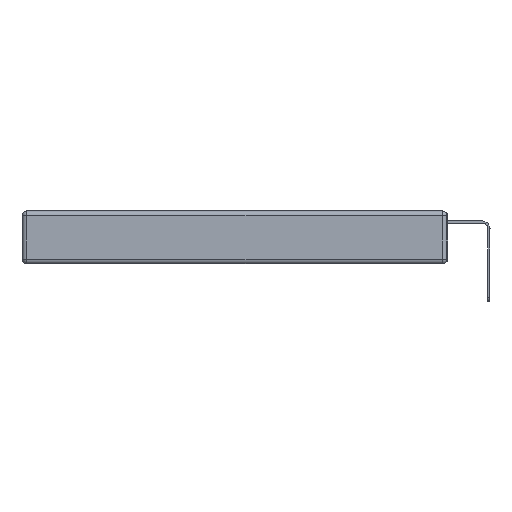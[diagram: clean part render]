
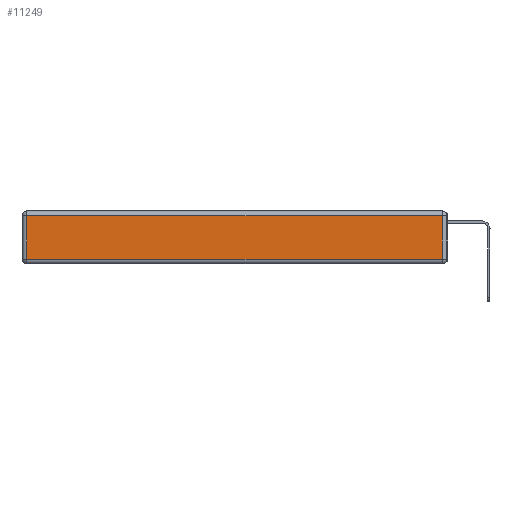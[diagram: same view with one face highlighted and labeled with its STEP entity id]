
A CAD part, left-side view. The second image highlights one B-rep face of the part: STEP entity #11249.
In plain terms, the highlighted planar face has unit normal (-1, 0, 0).
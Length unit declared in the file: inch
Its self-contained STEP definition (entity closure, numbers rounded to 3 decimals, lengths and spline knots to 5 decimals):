
#911 = VERTEX_POINT ( 'NONE', #12869 ) ;
#2909 = VECTOR ( 'NONE', #13961, 39.37008 ) ;
#3141 = VECTOR ( 'NONE', #7487, 39.37008 ) ;
#3891 = LINE ( 'NONE', #9424, #3141 ) ;
#4304 = CARTESIAN_POINT ( 'NONE',  ( 0., 2.72, -0.313 ) ) ;
#4319 = VECTOR ( 'NONE', #8923, 39.37008 ) ;
#4848 = LINE ( 'NONE', #18421, #4319 ) ;
#5139 = EDGE_LOOP ( 'NONE', ( #17315, #7738, #13035, #13529 ) ) ;
#6917 = PLANE ( 'NONE',  #10904 ) ;
#7060 = DIRECTION ( 'NONE',  ( 0., 0., 1. ) ) ;
#7487 = DIRECTION ( 'NONE',  ( 0., 0., 1. ) ) ;
#7738 = ORIENTED_EDGE ( 'NONE', *, *, #8954, .T. ) ;
#8219 = EDGE_CURVE ( 'NONE', #12962, #8225, #16011, .T. ) ;
#8225 = VERTEX_POINT ( 'NONE', #4304 ) ;
#8923 = DIRECTION ( 'NONE',  ( 0., -1., 0. ) ) ;
#8954 = EDGE_CURVE ( 'NONE', #911, #19443, #3891, .T. ) ;
#9424 = CARTESIAN_POINT ( 'NONE',  ( 0., 0.03, -0.343 ) ) ;
#9467 = FACE_OUTER_BOUND ( 'NONE', #5139, .T. ) ;
#9481 = VECTOR ( 'NONE', #10601, 39.37008 ) ;
#10601 = DIRECTION ( 'NONE',  ( 0., 1., 0. ) ) ;
#10904 = AXIS2_PLACEMENT_3D ( 'NONE', #20167, #20015, #7060 ) ;
#11249 = ADVANCED_FACE ( 'NONE', ( #9467 ), #6917, .T. ) ;
#11368 = CARTESIAN_POINT ( 'NONE',  ( 0., 2.72, -0.03 ) ) ;
#11524 = LINE ( 'NONE', #20407, #9481 ) ;
#12310 = CARTESIAN_POINT ( 'NONE',  ( 0., 2.72, -0.343 ) ) ;
#12503 = CARTESIAN_POINT ( 'NONE',  ( 0., 0.03, -0.03 ) ) ;
#12869 = CARTESIAN_POINT ( 'NONE',  ( 0., 0.03, -0.313 ) ) ;
#12962 = VERTEX_POINT ( 'NONE', #11368 ) ;
#13035 = ORIENTED_EDGE ( 'NONE', *, *, #20592, .T. ) ;
#13529 = ORIENTED_EDGE ( 'NONE', *, *, #8219, .T. ) ;
#13961 = DIRECTION ( 'NONE',  ( 0., 0., -1. ) ) ;
#16011 = LINE ( 'NONE', #12310, #2909 ) ;
#17315 = ORIENTED_EDGE ( 'NONE', *, *, #19307, .T. ) ;
#18421 = CARTESIAN_POINT ( 'NONE',  ( 0., 0., -0.313 ) ) ;
#19307 = EDGE_CURVE ( 'NONE', #8225, #911, #4848, .T. ) ;
#19443 = VERTEX_POINT ( 'NONE', #12503 ) ;
#20015 = DIRECTION ( 'NONE',  ( -1., 0., 0. ) ) ;
#20167 = CARTESIAN_POINT ( 'NONE',  ( 0., 0., -0.343 ) ) ;
#20407 = CARTESIAN_POINT ( 'NONE',  ( 0., 2.75, -0.03 ) ) ;
#20592 = EDGE_CURVE ( 'NONE', #19443, #12962, #11524, .T. ) ;
